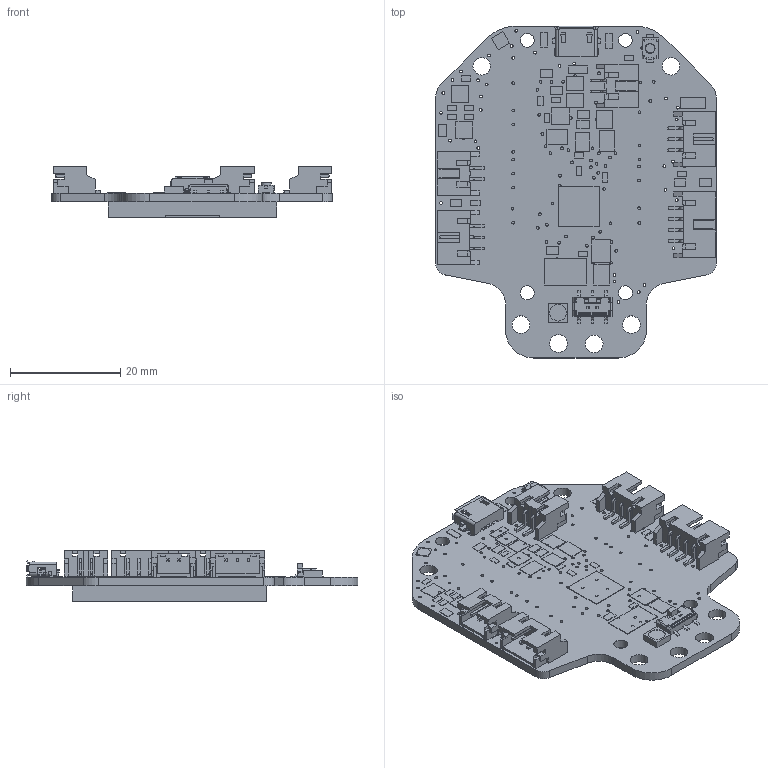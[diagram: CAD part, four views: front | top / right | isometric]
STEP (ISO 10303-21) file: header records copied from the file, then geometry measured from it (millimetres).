
FILE_DESCRIPTION(/* description */ (''),/* implementation_level */ '2;1');
FILE_NAME(/* name */ 'Adafruit Hallowing M0 Express v9.step',/* time_stamp */ '2018-09-03T11:01:36-04:00',/* author */ ('Adafruit'),/* organization */ (''),/* preprocessor_version */ 'ST-DEVELOPER v17.2',/* originating_system */ 'Autodesk Translation Framework v7.6.0.251',/* authorisation */ '');
FILE_SCHEMA (('AUTOMOTIVE_DESIGN { 1 0 10303 214 3 1 1 }'));
Length unit declared in the file: millimetre
Products named in the file (34): Adafruit Hallowing M0 Express; PCB Component; Board; 1K; 10uF; ORANGE; FIDUCIAL_1MM; SPST_TACT-KMR2; MOUNTINGHOLE2.5; microUSB; MCP73831T-2ACI/OT; 10µF; ATSAMD21G18_QFN; TESTPOINT_ROUND_1.5MM; WS2812B3535; 2MB Flash; DISP_LCD_ST7735_1.44IN; BSS138; SEWTAP_ALLILONG; SEWTAPPCB_ALLIGATOR; JST PH 3; Slide Switch; PAM8302AASCR; 10K trim; MBR120; DMG341; 10K; LIS3DH; ALS-PT21; SOLDERJUMPER_2WAY_OPEN_NOPASTE; 3.6V; CON_MOLEX_2P; JST PH 4; CON_JST_PH_2PIN_MTPH2
Assembly tree (66 placements, depth 3):
  Adafruit Hallowing M0 Express
    PCB Component
      Board
      1K  x15
      10uF  x2
      ORANGE  x2
      FIDUCIAL_1MM  x2
      SPST_TACT-KMR2
      MOUNTINGHOLE2.5  x2
      microUSB
      MCP73831T-2ACI/OT  x2
      10µF  x5
      ATSAMD21G18_QFN
      TESTPOINT_ROUND_1.5MM  x3
      WS2812B3535
      2MB Flash
      DISP_LCD_ST7735_1.44IN
      BSS138
      SEWTAP_ALLILONG  x2
      SEWTAPPCB_ALLIGATOR  x2
      JST PH 3  x2
      Slide Switch
      PAM8302AASCR
      10K trim
      MBR120
      DMG341  x2
      10K  x3
      LIS3DH
      ALS-PT21
      SOLDERJUMPER_2WAY_OPEN_NOPASTE
      3.6V  x2
      CON_MOLEX_2P
      CON_JST_PH_2PIN_MTPH2  x2
      JST PH 4
Bounding box: 50.8 x 60.12 x 9.17 mm (x, y, z)
Volume: 7381.6 mm3; surface area: 11917.7 mm2
Topology: 75 solids, 75 shells, 1877 faces, 5140 edges, 3341 vertices
Faces by surface type: plane 1509, cylinder 341, torus 12, sphere 12, cone 3
Full cylindrical faces by diameter (mm): 0.5 x126, 0.7 x2, 0.8 x2, 1 x2, 1.8 x1, 2.4 x1, 2.5 x2, 2.54 x2, 3 x1, 3.175 x2, 3.2 x4
Entity records: 48819 total; most frequent: CARTESIAN_POINT 8331, ORIENTED_EDGE 8212, DIRECTION 7891, EDGE_CURVE 4106, LINE 3437, VECTOR 3437, VERTEX_POINT 2667, AXIS2_PLACEMENT_3D 2227
